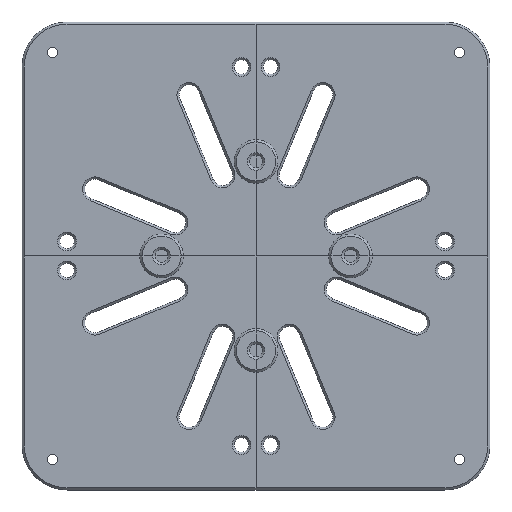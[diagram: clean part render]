
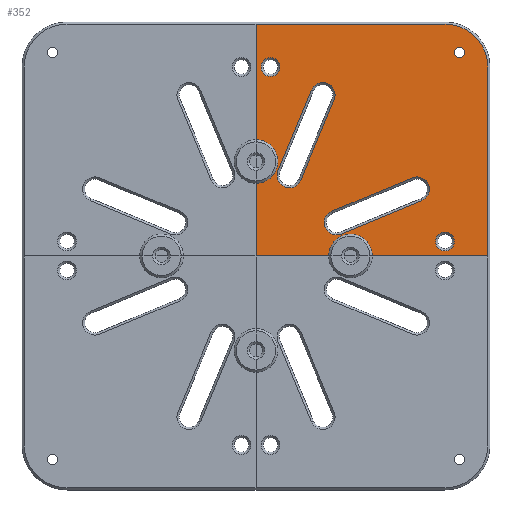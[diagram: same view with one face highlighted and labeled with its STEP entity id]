
A CAD part, top view. The second image highlights one B-rep face of the part: STEP entity #352.
In plain terms, the highlighted planar face has unit normal (0, 0, 1).
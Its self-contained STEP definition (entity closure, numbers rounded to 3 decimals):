
#78 = VERTEX_POINT('',#79);
#79 = CARTESIAN_POINT('',(0.,0.,2.5));
#85 = EDGE_CURVE('',#78,#86,#88,.T.);
#86 = VERTEX_POINT('',#87);
#87 = CARTESIAN_POINT('',(25.,0.,2.5));
#88 = LINE('',#89,#90);
#89 = CARTESIAN_POINT('',(0.,0.,2.5));
#90 = VECTOR('',#91,1.);
#91 = DIRECTION('',(1.,0.,0.));
#110 = VERTEX_POINT('',#111);
#111 = CARTESIAN_POINT('',(40.,0.,2.5));
#117 = EDGE_CURVE('',#110,#118,#120,.T.);
#118 = VERTEX_POINT('',#119);
#119 = CARTESIAN_POINT('',(79.75,0.,2.5));
#120 = LINE('',#121,#122);
#121 = CARTESIAN_POINT('',(0.,0.,2.5));
#122 = VECTOR('',#123,1.);
#123 = DIRECTION('',(1.,0.,0.));
#195 = EDGE_CURVE('',#118,#196,#198,.T.);
#196 = VERTEX_POINT('',#197);
#197 = CARTESIAN_POINT('',(79.75,65.,2.5));
#198 = LINE('',#199,#200);
#199 = CARTESIAN_POINT('',(79.75,0.,2.5));
#200 = VECTOR('',#201,1.);
#201 = DIRECTION('',(0.,1.,0.));
#352 = ADVANCED_FACE('',(#353,#405,#416,#427,#438,#474),#510,.T.);
#353 = FACE_BOUND('',#354,.T.);
#354 = EDGE_LOOP('',(#355,#365,#374,#380,#381,#388,#389,#390,#399));
#355 = ORIENTED_EDGE('',*,*,#356,.T.);
#356 = EDGE_CURVE('',#357,#359,#361,.T.);
#357 = VERTEX_POINT('',#358);
#358 = CARTESIAN_POINT('',(0.,79.75,2.5));
#359 = VERTEX_POINT('',#360);
#360 = CARTESIAN_POINT('',(0.,40.,2.5));
#361 = LINE('',#362,#363);
#362 = CARTESIAN_POINT('',(0.,80.5,2.5));
#363 = VECTOR('',#364,1.);
#364 = DIRECTION('',(0.,-1.,0.));
#365 = ORIENTED_EDGE('',*,*,#366,.F.);
#366 = EDGE_CURVE('',#367,#359,#369,.T.);
#367 = VERTEX_POINT('',#368);
#368 = CARTESIAN_POINT('',(0.,25.,2.5));
#369 = CIRCLE('',#370,7.5);
#370 = AXIS2_PLACEMENT_3D('',#371,#372,#373);
#371 = CARTESIAN_POINT('',(0.,32.5,2.5));
#372 = DIRECTION('',(0.,0.,1.));
#373 = DIRECTION('',(1.,0.,0.));
#374 = ORIENTED_EDGE('',*,*,#375,.T.);
#375 = EDGE_CURVE('',#367,#78,#376,.T.);
#376 = LINE('',#377,#378);
#377 = CARTESIAN_POINT('',(0.,80.5,2.5));
#378 = VECTOR('',#379,1.);
#379 = DIRECTION('',(0.,-1.,0.));
#380 = ORIENTED_EDGE('',*,*,#85,.T.);
#381 = ORIENTED_EDGE('',*,*,#382,.F.);
#382 = EDGE_CURVE('',#110,#86,#383,.T.);
#383 = CIRCLE('',#384,7.5);
#384 = AXIS2_PLACEMENT_3D('',#385,#386,#387);
#385 = CARTESIAN_POINT('',(32.5,0.,2.5));
#386 = DIRECTION('',(0.,0.,1.));
#387 = DIRECTION('',(1.,0.,0.));
#388 = ORIENTED_EDGE('',*,*,#117,.T.);
#389 = ORIENTED_EDGE('',*,*,#195,.T.);
#390 = ORIENTED_EDGE('',*,*,#391,.T.);
#391 = EDGE_CURVE('',#196,#392,#394,.T.);
#392 = VERTEX_POINT('',#393);
#393 = CARTESIAN_POINT('',(65.,79.75,2.5));
#394 = CIRCLE('',#395,14.75);
#395 = AXIS2_PLACEMENT_3D('',#396,#397,#398);
#396 = CARTESIAN_POINT('',(65.,65.,2.5));
#397 = DIRECTION('',(-0.,0.,1.));
#398 = DIRECTION('',(1.,0.,0.));
#399 = ORIENTED_EDGE('',*,*,#400,.T.);
#400 = EDGE_CURVE('',#392,#357,#401,.T.);
#401 = LINE('',#402,#403);
#402 = CARTESIAN_POINT('',(65.,79.75,2.5));
#403 = VECTOR('',#404,1.);
#404 = DIRECTION('',(-1.,0.,0.));
#405 = FACE_BOUND('',#406,.T.);
#406 = EDGE_LOOP('',(#407));
#407 = ORIENTED_EDGE('',*,*,#408,.F.);
#408 = EDGE_CURVE('',#409,#409,#411,.T.);
#409 = VERTEX_POINT('',#410);
#410 = CARTESIAN_POINT('',(71.75,70.,2.5));
#411 = CIRCLE('',#412,1.75);
#412 = AXIS2_PLACEMENT_3D('',#413,#414,#415);
#413 = CARTESIAN_POINT('',(70.,70.,2.5));
#414 = DIRECTION('',(0.,0.,1.));
#415 = DIRECTION('',(1.,0.,0.));
#416 = FACE_BOUND('',#417,.T.);
#417 = EDGE_LOOP('',(#418));
#418 = ORIENTED_EDGE('',*,*,#419,.F.);
#419 = EDGE_CURVE('',#420,#420,#422,.T.);
#420 = VERTEX_POINT('',#421);
#421 = CARTESIAN_POINT('',(8.25,65.,2.5));
#422 = CIRCLE('',#423,3.25);
#423 = AXIS2_PLACEMENT_3D('',#424,#425,#426);
#424 = CARTESIAN_POINT('',(5.,65.,2.5));
#425 = DIRECTION('',(0.,0.,1.));
#426 = DIRECTION('',(1.,0.,-0.));
#427 = FACE_BOUND('',#428,.T.);
#428 = EDGE_LOOP('',(#429));
#429 = ORIENTED_EDGE('',*,*,#430,.F.);
#430 = EDGE_CURVE('',#431,#431,#433,.T.);
#431 = VERTEX_POINT('',#432);
#432 = CARTESIAN_POINT('',(68.25,5.,2.5));
#433 = CIRCLE('',#434,3.25);
#434 = AXIS2_PLACEMENT_3D('',#435,#436,#437);
#435 = CARTESIAN_POINT('',(65.,5.,2.5));
#436 = DIRECTION('',(0.,0.,1.));
#437 = DIRECTION('',(1.,0.,-0.));
#438 = FACE_BOUND('',#439,.T.);
#439 = EDGE_LOOP('',(#440,#451,#459,#468));
#440 = ORIENTED_EDGE('',*,*,#441,.F.);
#441 = EDGE_CURVE('',#442,#444,#446,.T.);
#442 = VERTEX_POINT('',#443);
#443 = CARTESIAN_POINT('',(26.887,53.806,2.5));
#444 = VERTEX_POINT('',#445);
#445 = CARTESIAN_POINT('',(19.035,57.059,2.5));
#446 = CIRCLE('',#447,4.25);
#447 = AXIS2_PLACEMENT_3D('',#448,#449,#450);
#448 = CARTESIAN_POINT('',(22.961,55.433,2.5));
#449 = DIRECTION('',(-0.,0.,1.));
#450 = DIRECTION('',(0.924,-0.383,0.));
#451 = ORIENTED_EDGE('',*,*,#452,.F.);
#452 = EDGE_CURVE('',#453,#442,#455,.T.);
#453 = VERTEX_POINT('',#454);
#454 = CARTESIAN_POINT('',(15.407,26.09,2.5));
#455 = LINE('',#456,#457);
#456 = CARTESIAN_POINT('',(15.407,26.09,2.5));
#457 = VECTOR('',#458,1.);
#458 = DIRECTION('',(0.383,0.924,0.));
#459 = ORIENTED_EDGE('',*,*,#460,.F.);
#460 = EDGE_CURVE('',#461,#453,#463,.T.);
#461 = VERTEX_POINT('',#462);
#462 = CARTESIAN_POINT('',(7.554,29.343,2.5));
#463 = CIRCLE('',#464,4.25);
#464 = AXIS2_PLACEMENT_3D('',#465,#466,#467);
#465 = CARTESIAN_POINT('',(11.481,27.716,2.5));
#466 = DIRECTION('',(0.,0.,1.));
#467 = DIRECTION('',(-0.924,0.383,0.));
#468 = ORIENTED_EDGE('',*,*,#469,.F.);
#469 = EDGE_CURVE('',#444,#461,#470,.T.);
#470 = LINE('',#471,#472);
#471 = CARTESIAN_POINT('',(19.035,57.059,2.5));
#472 = VECTOR('',#473,1.);
#473 = DIRECTION('',(-0.383,-0.924,-0.));
#474 = FACE_BOUND('',#475,.T.);
#475 = EDGE_LOOP('',(#476,#487,#495,#504));
#476 = ORIENTED_EDGE('',*,*,#477,.F.);
#477 = EDGE_CURVE('',#478,#480,#482,.T.);
#478 = VERTEX_POINT('',#479);
#479 = CARTESIAN_POINT('',(57.059,19.035,2.5));
#480 = VERTEX_POINT('',#481);
#481 = CARTESIAN_POINT('',(53.806,26.887,2.5));
#482 = CIRCLE('',#483,4.25);
#483 = AXIS2_PLACEMENT_3D('',#484,#485,#486);
#484 = CARTESIAN_POINT('',(55.433,22.961,2.5));
#485 = DIRECTION('',(-0.,0.,1.));
#486 = DIRECTION('',(0.383,-0.924,0.));
#487 = ORIENTED_EDGE('',*,*,#488,.F.);
#488 = EDGE_CURVE('',#489,#478,#491,.T.);
#489 = VERTEX_POINT('',#490);
#490 = CARTESIAN_POINT('',(29.343,7.554,2.5));
#491 = LINE('',#492,#493);
#492 = CARTESIAN_POINT('',(29.343,7.554,2.5));
#493 = VECTOR('',#494,1.);
#494 = DIRECTION('',(0.924,0.383,0.));
#495 = ORIENTED_EDGE('',*,*,#496,.F.);
#496 = EDGE_CURVE('',#497,#489,#499,.T.);
#497 = VERTEX_POINT('',#498);
#498 = CARTESIAN_POINT('',(26.09,15.407,2.5));
#499 = CIRCLE('',#500,4.25);
#500 = AXIS2_PLACEMENT_3D('',#501,#502,#503);
#501 = CARTESIAN_POINT('',(27.716,11.481,2.5));
#502 = DIRECTION('',(0.,0.,1.));
#503 = DIRECTION('',(-0.383,0.924,0.));
#504 = ORIENTED_EDGE('',*,*,#505,.F.);
#505 = EDGE_CURVE('',#480,#497,#506,.T.);
#506 = LINE('',#507,#508);
#507 = CARTESIAN_POINT('',(53.806,26.887,2.5));
#508 = VECTOR('',#509,1.);
#509 = DIRECTION('',(-0.924,-0.383,-0.));
#510 = PLANE('',#511);
#511 = AXIS2_PLACEMENT_3D('',#512,#513,#514);
#512 = CARTESIAN_POINT('',(39.298,39.298,2.5));
#513 = DIRECTION('',(0.,0.,1.));
#514 = DIRECTION('',(1.,0.,0.));
